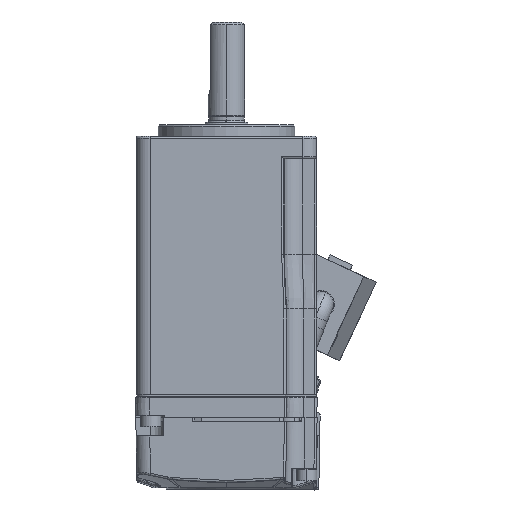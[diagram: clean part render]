
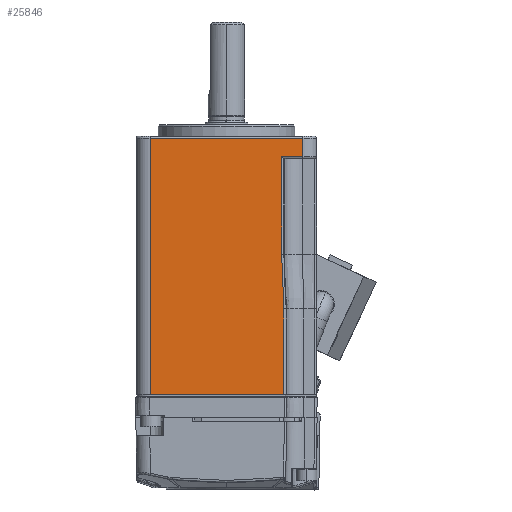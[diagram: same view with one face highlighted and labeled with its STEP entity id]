
A CAD part, front view. The second image highlights one B-rep face of the part: STEP entity #25846.
In plain terms, the highlighted planar face has unit normal (0, -1, 0).
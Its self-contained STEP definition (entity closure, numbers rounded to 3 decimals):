
#25772=CARTESIAN_POINT('',(-19.75,-19.75,0.));
#25773=DIRECTION('',(0.,-1.,0.));
#25774=DIRECTION('',(1.,0.,0.));
#25775=AXIS2_PLACEMENT_3D('',#25772,#25773,#25774);
#25776=PLANE('',#25775);
#25777=CARTESIAN_POINT('',(12.104,-19.75,-20.9));
#25778=VERTEX_POINT('',#25777);
#25779=CARTESIAN_POINT('',(12.604,-19.75,-32.9));
#25780=VERTEX_POINT('',#25779);
#25781=CARTESIAN_POINT('',(12.104,-19.75,-20.9));
#25782=CARTESIAN_POINT('',(12.104,-19.75,-22.195));
#25783=CARTESIAN_POINT('',(12.199,-19.75,-24.814));
#25784=CARTESIAN_POINT('',(12.516,-19.75,-29.11));
#25785=CARTESIAN_POINT('',(12.604,-19.75,-31.658));
#25786=CARTESIAN_POINT('',(12.604,-19.75,-32.9));
#25787=B_SPLINE_CURVE_WITH_KNOTS('',3,(#25781,#25782,#25783,#25784,#25785,#25786),.UNSPECIFIED.,.F.,.F.,(4,1,1,4),(0.,0.333,0.667,1.),.UNSPECIFIED.);
#25788=EDGE_CURVE('',#25778,#25780,#25787,.T.);
#25789=ORIENTED_EDGE('',*,*,#25788,.F.);
#25790=CARTESIAN_POINT('',(12.104,-19.75,0.5));
#25791=VERTEX_POINT('',#25790);
#25792=CARTESIAN_POINT('',(12.104,-19.75,0.5));
#25793=DIRECTION('',(0.,0.,-1.));
#25794=VECTOR('',#25793,21.4);
#25795=LINE('',#25792,#25794);
#25796=EDGE_CURVE('',#25791,#25778,#25795,.T.);
#25797=ORIENTED_EDGE('',*,*,#25796,.F.);
#25798=CARTESIAN_POINT('',(16.75,-19.75,0.5));
#25799=VERTEX_POINT('',#25798);
#25800=CARTESIAN_POINT('',(16.75,-19.75,0.5));
#25801=DIRECTION('',(-1.,0.,0.));
#25802=VECTOR('',#25801,4.646);
#25803=LINE('',#25800,#25802);
#25804=EDGE_CURVE('',#25799,#25791,#25803,.T.);
#25805=ORIENTED_EDGE('',*,*,#25804,.F.);
#25806=CARTESIAN_POINT('',(16.75,-19.75,4.5));
#25807=VERTEX_POINT('',#25806);
#25808=CARTESIAN_POINT('',(16.75,-19.75,4.5));
#25809=DIRECTION('',(0.,0.,-1.));
#25810=VECTOR('',#25809,4.);
#25811=LINE('',#25808,#25810);
#25812=EDGE_CURVE('',#25807,#25799,#25811,.T.);
#25813=ORIENTED_EDGE('',*,*,#25812,.F.);
#25814=CARTESIAN_POINT('',(-16.75,-19.75,4.5));
#25815=VERTEX_POINT('',#25814);
#25816=CARTESIAN_POINT('',(-16.75,-19.75,4.5));
#25817=DIRECTION('',(1.,0.,-0.));
#25818=VECTOR('',#25817,33.5);
#25819=LINE('',#25816,#25818);
#25820=EDGE_CURVE('',#25815,#25807,#25819,.T.);
#25821=ORIENTED_EDGE('',*,*,#25820,.F.);
#25822=CARTESIAN_POINT('',(-16.75,-19.75,-51.7));
#25823=VERTEX_POINT('',#25822);
#25824=CARTESIAN_POINT('',(-16.75,-19.75,4.5));
#25825=DIRECTION('',(0.,0.,-1.));
#25826=VECTOR('',#25825,56.2);
#25827=LINE('',#25824,#25826);
#25828=EDGE_CURVE('',#25815,#25823,#25827,.T.);
#25829=ORIENTED_EDGE('',*,*,#25828,.T.);
#25830=CARTESIAN_POINT('',(12.604,-19.75,-51.7));
#25831=VERTEX_POINT('',#25830);
#25832=CARTESIAN_POINT('',(12.604,-19.75,-51.7));
#25833=DIRECTION('',(-1.,0.,0.));
#25834=VECTOR('',#25833,29.354);
#25835=LINE('',#25832,#25834);
#25836=EDGE_CURVE('',#25831,#25823,#25835,.T.);
#25837=ORIENTED_EDGE('',*,*,#25836,.F.);
#25838=CARTESIAN_POINT('',(12.604,-19.75,-32.9));
#25839=DIRECTION('',(0.,0.,-1.));
#25840=VECTOR('',#25839,18.8);
#25841=LINE('',#25838,#25840);
#25842=EDGE_CURVE('',#25780,#25831,#25841,.T.);
#25843=ORIENTED_EDGE('',*,*,#25842,.F.);
#25844=EDGE_LOOP('',(#25789,#25797,#25805,#25813,#25821,#25829,#25837,#25843));
#25845=FACE_BOUND('',#25844,.T.);
#25846=ADVANCED_FACE('',(#25845),#25776,.T.);
